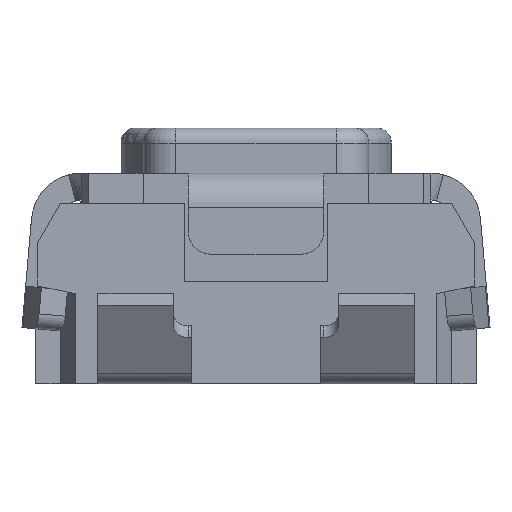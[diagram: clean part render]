
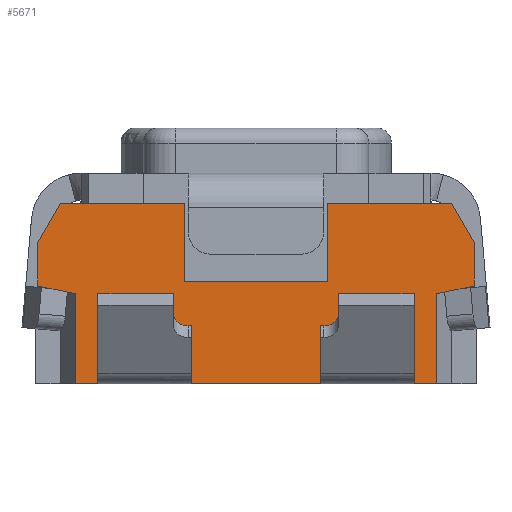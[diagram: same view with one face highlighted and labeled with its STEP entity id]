
A CAD part, left-side view. The second image highlights one B-rep face of the part: STEP entity #5671.
In plain terms, the highlighted planar face has unit normal (-1, 0, 0).
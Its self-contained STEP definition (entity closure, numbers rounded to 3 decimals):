
#289=PLANE('',#6049);
#538=FACE_OUTER_BOUND('',#831,.T.);
#831=EDGE_LOOP('',(#4811,#4812,#4813,#4814,#4815,#4816,#4817,#4818,#4819,
#4820,#4821,#4822,#4823,#4824,#4825,#4826,#4827,#4828,#4829,#4830,#4831,
#4832));
#1283=LINE('',#8614,#1951);
#1284=LINE('',#8622,#1952);
#1287=LINE('',#8628,#1955);
#1290=LINE('',#8634,#1958);
#1295=LINE('',#8643,#1963);
#1297=LINE('',#8649,#1965);
#1303=LINE('',#8659,#1971);
#1305=LINE('',#8663,#1973);
#1307=LINE('',#8667,#1975);
#1308=LINE('',#8676,#1976);
#1309=LINE('',#8679,#1977);
#1310=LINE('',#8681,#1978);
#1311=LINE('',#8682,#1979);
#1312=LINE('',#8683,#1980);
#1316=LINE('',#8688,#1984);
#1404=LINE('',#8893,#2072);
#1412=LINE('',#8916,#2080);
#1422=LINE('',#8940,#2090);
#1424=LINE('',#8943,#2092);
#1425=LINE('',#8945,#2093);
#1426=LINE('',#8947,#2094);
#1427=LINE('',#8948,#2095);
#1951=VECTOR('',#6912,1388.889);
#1952=VECTOR('',#6915,1388.889);
#1955=VECTOR('',#6920,1388.889);
#1958=VECTOR('',#6925,1388.889);
#1963=VECTOR('',#6932,1388.889);
#1965=VECTOR('',#6936,1388.889);
#1971=VECTOR('',#6944,1388.889);
#1973=VECTOR('',#6948,1388.889);
#1975=VECTOR('',#6952,1388.889);
#1976=VECTOR('',#6955,1388.889);
#1977=VECTOR('',#6960,1388.889);
#1978=VECTOR('',#6963,1388.889);
#1979=VECTOR('',#6964,1388.889);
#1980=VECTOR('',#6965,1388.889);
#1984=VECTOR('',#6971,1388.889);
#2072=VECTOR('',#7183,1388.889);
#2080=VECTOR('',#7201,1388.889);
#2090=VECTOR('',#7225,1388.889);
#2092=VECTOR('',#7229,1388.889);
#2093=VECTOR('',#7230,1388.889);
#2094=VECTOR('',#7231,1388.889);
#2095=VECTOR('',#7232,1388.889);
#2567=VERTEX_POINT('',#8157);
#2568=VERTEX_POINT('',#8158);
#2614=VERTEX_POINT('',#8316);
#2615=VERTEX_POINT('',#8323);
#2704=VERTEX_POINT('',#8611);
#2705=VERTEX_POINT('',#8613);
#2706=VERTEX_POINT('',#8624);
#2707=VERTEX_POINT('',#8626);
#2709=VERTEX_POINT('',#8633);
#2711=VERTEX_POINT('',#8639);
#2714=VERTEX_POINT('',#8646);
#2715=VERTEX_POINT('',#8648);
#2718=VERTEX_POINT('',#8658);
#2719=VERTEX_POINT('',#8662);
#2720=VERTEX_POINT('',#8666);
#2721=VERTEX_POINT('',#8675);
#2776=VERTEX_POINT('',#8891);
#2785=VERTEX_POINT('',#8913);
#2786=VERTEX_POINT('',#8915);
#2793=VERTEX_POINT('',#8939);
#2794=VERTEX_POINT('',#8944);
#2795=VERTEX_POINT('',#8946);
#3355=EDGE_CURVE('',#2704,#2705,#1283,.T.);
#3357=EDGE_CURVE('',#2705,#2614,#1284,.T.);
#3360=EDGE_CURVE('',#2707,#2706,#1287,.T.);
#3363=EDGE_CURVE('',#2706,#2709,#1290,.T.);
#3368=EDGE_CURVE('',#2709,#2711,#1295,.T.);
#3370=EDGE_CURVE('',#2714,#2715,#1297,.T.);
#3376=EDGE_CURVE('',#2715,#2718,#1303,.T.);
#3378=EDGE_CURVE('',#2718,#2719,#1305,.T.);
#3380=EDGE_CURVE('',#2567,#2720,#1307,.T.);
#3382=EDGE_CURVE('',#2720,#2721,#1308,.T.);
#3384=EDGE_CURVE('',#2721,#2568,#1309,.T.);
#3385=EDGE_CURVE('',#2719,#2567,#1310,.T.);
#3386=EDGE_CURVE('',#2568,#2615,#1311,.T.);
#3387=EDGE_CURVE('',#2614,#2707,#1312,.T.);
#3391=EDGE_CURVE('',#2615,#2704,#1316,.T.);
#3495=EDGE_CURVE('',#2776,#2714,#1404,.T.);
#3505=EDGE_CURVE('',#2785,#2786,#1412,.T.);
#3517=EDGE_CURVE('',#2711,#2793,#1422,.T.);
#3519=EDGE_CURVE('',#2776,#2786,#1424,.T.);
#3520=EDGE_CURVE('',#2794,#2785,#1425,.T.);
#3521=EDGE_CURVE('',#2794,#2795,#1426,.T.);
#3522=EDGE_CURVE('',#2793,#2795,#1427,.T.);
#4811=ORIENTED_EDGE('',*,*,#3386,.F.);
#4812=ORIENTED_EDGE('',*,*,#3384,.F.);
#4813=ORIENTED_EDGE('',*,*,#3382,.F.);
#4814=ORIENTED_EDGE('',*,*,#3380,.F.);
#4815=ORIENTED_EDGE('',*,*,#3385,.F.);
#4816=ORIENTED_EDGE('',*,*,#3378,.F.);
#4817=ORIENTED_EDGE('',*,*,#3376,.F.);
#4818=ORIENTED_EDGE('',*,*,#3370,.F.);
#4819=ORIENTED_EDGE('',*,*,#3495,.F.);
#4820=ORIENTED_EDGE('',*,*,#3519,.T.);
#4821=ORIENTED_EDGE('',*,*,#3505,.F.);
#4822=ORIENTED_EDGE('',*,*,#3520,.F.);
#4823=ORIENTED_EDGE('',*,*,#3521,.T.);
#4824=ORIENTED_EDGE('',*,*,#3522,.F.);
#4825=ORIENTED_EDGE('',*,*,#3517,.F.);
#4826=ORIENTED_EDGE('',*,*,#3368,.F.);
#4827=ORIENTED_EDGE('',*,*,#3363,.F.);
#4828=ORIENTED_EDGE('',*,*,#3360,.F.);
#4829=ORIENTED_EDGE('',*,*,#3387,.F.);
#4830=ORIENTED_EDGE('',*,*,#3357,.F.);
#4831=ORIENTED_EDGE('',*,*,#3355,.F.);
#4832=ORIENTED_EDGE('',*,*,#3391,.F.);
#5671=ADVANCED_FACE('',(#538),#289,.F.);
#6049=AXIS2_PLACEMENT_3D('',#8942,#7227,#7228);
#6912=DIRECTION('',(0.,1.,0.));
#6915=DIRECTION('',(0.,0.,-1.));
#6920=DIRECTION('',(0.,0.,1.));
#6925=DIRECTION('',(0.,0.981,0.196));
#6932=DIRECTION('',(0.,0.,1.));
#6936=DIRECTION('',(0.,0.,-1.));
#6944=DIRECTION('',(0.,0.981,-0.196));
#6948=DIRECTION('',(0.,0.,-1.));
#6952=DIRECTION('',(0.,0.,1.));
#6955=DIRECTION('',(0.,1.,0.));
#6960=DIRECTION('',(0.,0.,-1.));
#6963=DIRECTION('',(0.,1.,0.));
#6964=DIRECTION('',(0.,1.,0.));
#6965=DIRECTION('',(0.,1.,0.));
#6971=DIRECTION('',(0.,0.,1.));
#7183=DIRECTION('',(0.,-0.5,-0.866));
#7201=DIRECTION('',(0.,0.,1.));
#7225=DIRECTION('',(0.,-0.5,0.866));
#7227=DIRECTION('center_axis',(1.,0.,0.));
#7228=DIRECTION('ref_axis',(0.,1.,0.));
#7229=DIRECTION('',(0.,1.,0.));
#7230=DIRECTION('',(0.,-1.,0.));
#7231=DIRECTION('',(0.,0.,1.));
#7232=DIRECTION('',(0.,-1.,0.));
#8157=CARTESIAN_POINT('',(-2.431,-1.462,0.));
#8158=CARTESIAN_POINT('',(-2.431,-0.597,0.));
#8316=CARTESIAN_POINT('',(-2.431,1.462,0.));
#8323=CARTESIAN_POINT('',(-2.431,0.597,0.));
#8611=CARTESIAN_POINT('',(-2.431,0.597,0.22));
#8613=CARTESIAN_POINT('',(-2.431,1.462,0.22));
#8614=CARTESIAN_POINT('',(-2.431,0.,0.22));
#8622=CARTESIAN_POINT('',(-2.431,1.462,0.833));
#8624=CARTESIAN_POINT('',(-2.431,1.667,0.833));
#8626=CARTESIAN_POINT('',(-2.431,1.667,0.));
#8628=CARTESIAN_POINT('',(-2.431,1.667,0.833));
#8633=CARTESIAN_POINT('',(-2.431,2.014,0.903));
#8634=CARTESIAN_POINT('',(-2.431,2.014,0.903));
#8639=CARTESIAN_POINT('',(-2.431,2.014,1.306));
#8643=CARTESIAN_POINT('',(-2.431,2.014,0.833));
#8646=CARTESIAN_POINT('',(-2.431,-2.014,1.306));
#8648=CARTESIAN_POINT('',(-2.431,-2.014,0.903));
#8649=CARTESIAN_POINT('',(-2.431,-2.014,0.833));
#8658=CARTESIAN_POINT('',(-2.431,-1.667,0.833));
#8659=CARTESIAN_POINT('',(-2.431,-1.667,0.833));
#8662=CARTESIAN_POINT('',(-2.431,-1.667,0.));
#8663=CARTESIAN_POINT('',(-2.431,-1.667,0.833));
#8666=CARTESIAN_POINT('',(-2.431,-1.462,0.22));
#8667=CARTESIAN_POINT('',(-2.431,-1.462,0.833));
#8675=CARTESIAN_POINT('',(-2.431,-0.597,0.22));
#8676=CARTESIAN_POINT('',(-2.431,0.,0.22));
#8679=CARTESIAN_POINT('',(-2.431,-0.597,0.833));
#8681=CARTESIAN_POINT('',(-2.431,0.,0.));
#8682=CARTESIAN_POINT('',(-2.431,0.,0.));
#8683=CARTESIAN_POINT('',(-2.431,0.,0.));
#8688=CARTESIAN_POINT('',(-2.431,0.597,0.833));
#8891=CARTESIAN_POINT('',(-2.431,-1.806,1.667));
#8893=CARTESIAN_POINT('',(-2.431,-1.806,1.667));
#8913=CARTESIAN_POINT('',(-2.431,-0.66,0.944));
#8915=CARTESIAN_POINT('',(-2.431,-0.66,1.667));
#8916=CARTESIAN_POINT('',(-2.431,-0.66,0.833));
#8939=CARTESIAN_POINT('',(-2.431,1.806,1.667));
#8940=CARTESIAN_POINT('',(-2.431,2.014,1.306));
#8942=CARTESIAN_POINT('Origin',(-2.431,-2.014,0.));
#8943=CARTESIAN_POINT('',(-2.431,-1.233,1.667));
#8944=CARTESIAN_POINT('',(-2.431,0.66,0.944));
#8945=CARTESIAN_POINT('',(-2.431,0.,0.944));
#8946=CARTESIAN_POINT('',(-2.431,0.66,1.667));
#8947=CARTESIAN_POINT('',(-2.431,0.66,1.306));
#8948=CARTESIAN_POINT('',(-2.431,1.233,1.667));
